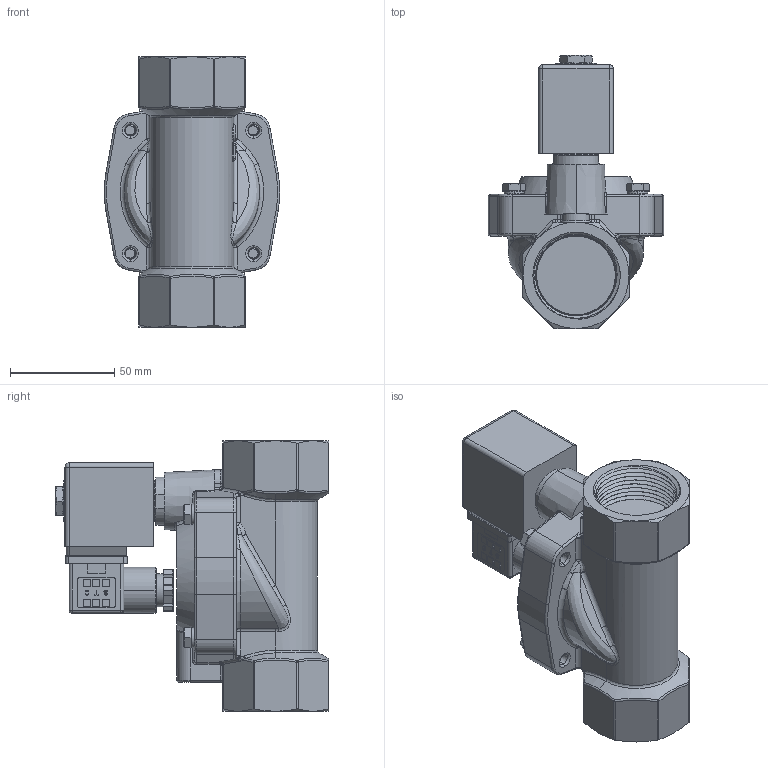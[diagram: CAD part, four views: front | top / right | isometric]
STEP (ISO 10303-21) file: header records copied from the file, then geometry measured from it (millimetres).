
FILE_DESCRIPTION (( 'STEP AP214' ), '1' );
FILE_NAME ('2DS320-1-1-4.STEP', '2018-10-03T17:03:15', ( '' ), ( '' ), 'SwSTEP 2.0', 'SolidWorks 2016', '' );
FILE_SCHEMA (( 'AUTOMOTIVE_DESIGN' ));
Length unit declared in the file: millimetre
Products named in the file (1): 2DS320-1-1-4
Bounding box: 84.23 x 131.35 x 130 mm (x, y, z)
Volume: 420602.2 mm3; surface area: 85763 mm2
Topology: 22 solids, 22 shells, 2103 faces, 5978 edges, 3964 vertices
Faces by surface type: plane 1042, cylinder 596, bspline 210, cone 145, torus 71, sphere 39
Entity records: 138932 total; most frequent: CARTESIAN_POINT 64710, ORIENTED_EDGE 11902, DIRECTION 8600, EDGE_CURVE 5951, VERTEX_POINT 3964, VECTOR 3316, LINE 3316, AXIS2_PLACEMENT_3D 2642
